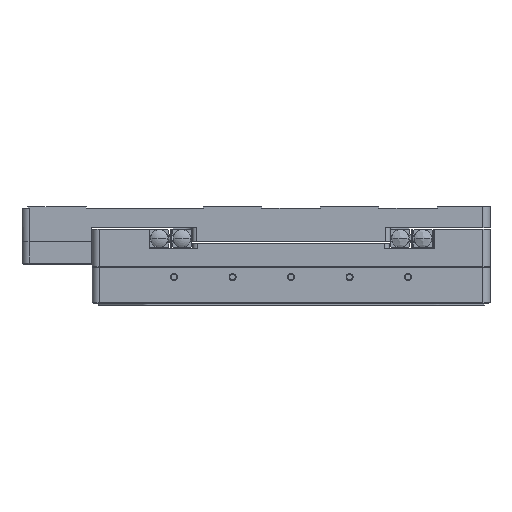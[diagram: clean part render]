
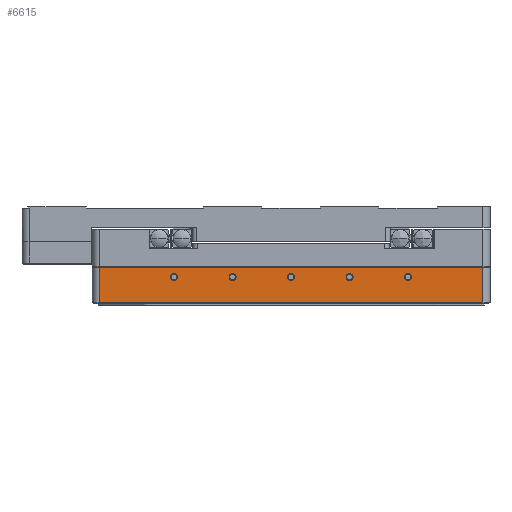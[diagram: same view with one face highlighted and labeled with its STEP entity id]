
A CAD part, left-side view. The second image highlights one B-rep face of the part: STEP entity #6615.
In plain terms, the highlighted planar face has unit normal (-1, 0, 0).
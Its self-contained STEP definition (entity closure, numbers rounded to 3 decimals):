
#728 = EDGE_CURVE ( 'NONE', #30970, #27879, #7001, .T. ) ;
#1498 = CARTESIAN_POINT ( 'NONE',  ( -85., -25., -30. ) ) ;
#2639 = DIRECTION ( 'NONE',  ( 0., 0., -1. ) ) ;
#2687 = CARTESIAN_POINT ( 'NONE',  ( -85., 85., -26. ) ) ;
#3257 = AXIS2_PLACEMENT_3D ( 'NONE', #55845, #19949, #42239 ) ;
#3481 = CARTESIAN_POINT ( 'NONE',  ( -85., 25., -30. ) ) ;
#3638 = FACE_OUTER_BOUND ( 'NONE', #45474, .T. ) ;
#3682 = AXIS2_PLACEMENT_3D ( 'NONE', #1498, #47283, #29143 ) ;
#4189 = CARTESIAN_POINT ( 'NONE',  ( -85., -50., -31.5 ) ) ;
#4966 = ORIENTED_EDGE ( 'NONE', *, *, #30500, .T. ) ;
#5084 = VERTEX_POINT ( 'NONE', #39004 ) ;
#6236 = VERTEX_POINT ( 'NONE', #57768 ) ;
#6615 = ADVANCED_FACE ( 'NONE', ( #51642, #29085, #56579, #47419, #39671, #3638 ), #20845, .T. ) ;
#7001 = CIRCLE ( 'NONE', #36349, 1.5 ) ;
#7989 = LINE ( 'NONE', #53606, #28517 ) ;
#8393 = DIRECTION ( 'NONE',  ( 0., 0., -1. ) ) ;
#8396 = LINE ( 'NONE', #24191, #48669 ) ;
#8601 = DIRECTION ( 'NONE',  ( 0., -1., 0. ) ) ;
#9929 = ORIENTED_EDGE ( 'NONE', *, *, #46986, .T. ) ;
#10402 = CIRCLE ( 'NONE', #36584, 1.5 ) ;
#10505 = VERTEX_POINT ( 'NONE', #56971 ) ;
#11369 = CIRCLE ( 'NONE', #17177, 1.5 ) ;
#12477 = AXIS2_PLACEMENT_3D ( 'NONE', #3481, #12769, #8393 ) ;
#12769 = DIRECTION ( 'NONE',  ( 1., 0., 0. ) ) ;
#13371 = CARTESIAN_POINT ( 'NONE',  ( -85., -25., -28.5 ) ) ;
#13531 = EDGE_CURVE ( 'NONE', #27879, #30970, #48051, .T. ) ;
#14006 = CIRCLE ( 'NONE', #3682, 1.5 ) ;
#14572 = EDGE_LOOP ( 'NONE', ( #15206, #34365 ) ) ;
#15071 = LINE ( 'NONE', #19317, #47547 ) ;
#15112 = EDGE_CURVE ( 'NONE', #10505, #47368, #28133, .T. ) ;
#15140 = ORIENTED_EDGE ( 'NONE', *, *, #28567, .F. ) ;
#15206 = ORIENTED_EDGE ( 'NONE', *, *, #39207, .T. ) ;
#15208 = VERTEX_POINT ( 'NONE', #46760 ) ;
#15226 = DIRECTION ( 'NONE',  ( 1., 0., 0. ) ) ;
#15560 = DIRECTION ( 'NONE',  ( -1., 0., 0. ) ) ;
#15752 = EDGE_CURVE ( 'NONE', #48502, #28228, #14006, .T. ) ;
#17177 = AXIS2_PLACEMENT_3D ( 'NONE', #41333, #37223, #36839 ) ;
#17401 = EDGE_CURVE ( 'NONE', #22237, #34864, #8396, .T. ) ;
#17757 = DIRECTION ( 'NONE',  ( 0., 0., -1. ) ) ;
#18554 = DIRECTION ( 'NONE',  ( 0., 0., -1. ) ) ;
#18565 = CARTESIAN_POINT ( 'NONE',  ( -85., 82., -41. ) ) ;
#18942 = DIRECTION ( 'NONE',  ( 1., 0., 0. ) ) ;
#19072 = CIRCLE ( 'NONE', #12477, 1.5 ) ;
#19317 = CARTESIAN_POINT ( 'NONE',  ( -85., -82., -26. ) ) ;
#19949 = DIRECTION ( 'NONE',  ( 1., 0., 0. ) ) ;
#20845 = PLANE ( 'NONE',  #50563 ) ;
#20998 = LINE ( 'NONE', #46637, #35200 ) ;
#22237 = VERTEX_POINT ( 'NONE', #18565 ) ;
#22517 = AXIS2_PLACEMENT_3D ( 'NONE', #50124, #18942, #18554 ) ;
#23738 = ORIENTED_EDGE ( 'NONE', *, *, #728, .T. ) ;
#24070 = CARTESIAN_POINT ( 'NONE',  ( -85., 50., -30. ) ) ;
#24191 = CARTESIAN_POINT ( 'NONE',  ( -85., 82., -62.858 ) ) ;
#24797 = AXIS2_PLACEMENT_3D ( 'NONE', #41418, #41617, #32595 ) ;
#24829 = CARTESIAN_POINT ( 'NONE',  ( -85., -82., -41. ) ) ;
#25013 = ORIENTED_EDGE ( 'NONE', *, *, #38550, .T. ) ;
#25151 = DIRECTION ( 'NONE',  ( 0., 0., -1. ) ) ;
#27879 = VERTEX_POINT ( 'NONE', #50875 ) ;
#28133 = CIRCLE ( 'NONE', #3257, 1.5 ) ;
#28228 = VERTEX_POINT ( 'NONE', #13371 ) ;
#28303 = CARTESIAN_POINT ( 'NONE',  ( -85., -25., -31.5 ) ) ;
#28336 = ORIENTED_EDGE ( 'NONE', *, *, #15112, .T. ) ;
#28517 = VECTOR ( 'NONE', #8601, 1000. ) ;
#28567 = EDGE_CURVE ( 'NONE', #6236, #43235, #15071, .T. ) ;
#28837 = DIRECTION ( 'NONE',  ( 0., 0., -1. ) ) ;
#29085 = FACE_BOUND ( 'NONE', #30157, .T. ) ;
#29143 = DIRECTION ( 'NONE',  ( 0., 0., -1. ) ) ;
#29515 = CARTESIAN_POINT ( 'NONE',  ( -85., 0., -30. ) ) ;
#29750 = AXIS2_PLACEMENT_3D ( 'NONE', #48906, #54021, #17757 ) ;
#30157 = EDGE_LOOP ( 'NONE', ( #25013, #28336 ) ) ;
#30500 = EDGE_CURVE ( 'NONE', #28228, #48502, #58179, .T. ) ;
#30945 = EDGE_CURVE ( 'NONE', #34864, #6236, #7989, .T. ) ;
#30970 = VERTEX_POINT ( 'NONE', #57352 ) ;
#32320 = DIRECTION ( 'NONE',  ( 1., 0., 0. ) ) ;
#32595 = DIRECTION ( 'NONE',  ( 0., 0., -1. ) ) ;
#33099 = ORIENTED_EDGE ( 'NONE', *, *, #45454, .T. ) ;
#33191 = ORIENTED_EDGE ( 'NONE', *, *, #15752, .T. ) ;
#34365 = ORIENTED_EDGE ( 'NONE', *, *, #45011, .T. ) ;
#34864 = VERTEX_POINT ( 'NONE', #38972 ) ;
#35200 = VECTOR ( 'NONE', #41335, 1000. ) ;
#36349 = AXIS2_PLACEMENT_3D ( 'NONE', #24070, #15226, #28837 ) ;
#36452 = DIRECTION ( 'NONE',  ( 0., 0., -1. ) ) ;
#36584 = AXIS2_PLACEMENT_3D ( 'NONE', #55132, #32320, #36452 ) ;
#36839 = DIRECTION ( 'NONE',  ( 0., 0., -1. ) ) ;
#37223 = DIRECTION ( 'NONE',  ( 1., 0., 0. ) ) ;
#37580 = EDGE_CURVE ( 'NONE', #53499, #43759, #11369, .T. ) ;
#37617 = ORIENTED_EDGE ( 'NONE', *, *, #30945, .F. ) ;
#38378 = DIRECTION ( 'NONE',  ( 1., 0., 0. ) ) ;
#38550 = EDGE_CURVE ( 'NONE', #47368, #10505, #40881, .T. ) ;
#38972 = CARTESIAN_POINT ( 'NONE',  ( -85., 82., -26. ) ) ;
#39004 = CARTESIAN_POINT ( 'NONE',  ( -85., 25., -31.5 ) ) ;
#39207 = EDGE_CURVE ( 'NONE', #5084, #15208, #10402, .T. ) ;
#39671 = FACE_BOUND ( 'NONE', #14572, .T. ) ;
#40217 = ORIENTED_EDGE ( 'NONE', *, *, #13531, .T. ) ;
#40881 = CIRCLE ( 'NONE', #29750, 1.5 ) ;
#41276 = EDGE_LOOP ( 'NONE', ( #33099, #42329 ) ) ;
#41333 = CARTESIAN_POINT ( 'NONE',  ( -85., 0., -30. ) ) ;
#41335 = DIRECTION ( 'NONE',  ( 0., -1., 0. ) ) ;
#41418 = CARTESIAN_POINT ( 'NONE',  ( -85., 50., -30. ) ) ;
#41617 = DIRECTION ( 'NONE',  ( 1., 0., 0. ) ) ;
#42239 = DIRECTION ( 'NONE',  ( 0., 0., -1. ) ) ;
#42329 = ORIENTED_EDGE ( 'NONE', *, *, #37580, .T. ) ;
#43235 = VERTEX_POINT ( 'NONE', #24829 ) ;
#43759 = VERTEX_POINT ( 'NONE', #53185 ) ;
#45011 = EDGE_CURVE ( 'NONE', #15208, #5084, #19072, .T. ) ;
#45454 = EDGE_CURVE ( 'NONE', #43759, #53499, #49367, .T. ) ;
#45474 = EDGE_LOOP ( 'NONE', ( #47070, #9929, #15140, #37617 ) ) ;
#46637 = CARTESIAN_POINT ( 'NONE',  ( -85., 85., -41. ) ) ;
#46760 = CARTESIAN_POINT ( 'NONE',  ( -85., 25., -28.5 ) ) ;
#46986 = EDGE_CURVE ( 'NONE', #22237, #43235, #20998, .T. ) ;
#47070 = ORIENTED_EDGE ( 'NONE', *, *, #17401, .F. ) ;
#47283 = DIRECTION ( 'NONE',  ( 1., 0., 0. ) ) ;
#47368 = VERTEX_POINT ( 'NONE', #4189 ) ;
#47419 = FACE_BOUND ( 'NONE', #41276, .T. ) ;
#47547 = VECTOR ( 'NONE', #25151, 1000. ) ;
#48051 = CIRCLE ( 'NONE', #24797, 1.5 ) ;
#48397 = CARTESIAN_POINT ( 'NONE',  ( -85., 0., -28.5 ) ) ;
#48502 = VERTEX_POINT ( 'NONE', #28303 ) ;
#48669 = VECTOR ( 'NONE', #55577, 1000. ) ;
#48906 = CARTESIAN_POINT ( 'NONE',  ( -85., -50., -30. ) ) ;
#49367 = CIRCLE ( 'NONE', #52267, 1.5 ) ;
#50124 = CARTESIAN_POINT ( 'NONE',  ( -85., -25., -30. ) ) ;
#50563 = AXIS2_PLACEMENT_3D ( 'NONE', #2687, #15560, #52223 ) ;
#50875 = CARTESIAN_POINT ( 'NONE',  ( -85., 50., -31.5 ) ) ;
#51642 = FACE_BOUND ( 'NONE', #57058, .T. ) ;
#52223 = DIRECTION ( 'NONE',  ( 0., 0., 1. ) ) ;
#52267 = AXIS2_PLACEMENT_3D ( 'NONE', #29515, #38378, #2639 ) ;
#52957 = EDGE_LOOP ( 'NONE', ( #33191, #4966 ) ) ;
#53185 = CARTESIAN_POINT ( 'NONE',  ( -85., 0., -31.5 ) ) ;
#53499 = VERTEX_POINT ( 'NONE', #48397 ) ;
#53606 = CARTESIAN_POINT ( 'NONE',  ( -85., 85., -26. ) ) ;
#54021 = DIRECTION ( 'NONE',  ( 1., 0., 0. ) ) ;
#55132 = CARTESIAN_POINT ( 'NONE',  ( -85., 25., -30. ) ) ;
#55577 = DIRECTION ( 'NONE',  ( 0., 0., 1. ) ) ;
#55845 = CARTESIAN_POINT ( 'NONE',  ( -85., -50., -30. ) ) ;
#56579 = FACE_BOUND ( 'NONE', #52957, .T. ) ;
#56971 = CARTESIAN_POINT ( 'NONE',  ( -85., -50., -28.5 ) ) ;
#57058 = EDGE_LOOP ( 'NONE', ( #40217, #23738 ) ) ;
#57352 = CARTESIAN_POINT ( 'NONE',  ( -85., 50., -28.5 ) ) ;
#57768 = CARTESIAN_POINT ( 'NONE',  ( -85., -82., -26. ) ) ;
#58179 = CIRCLE ( 'NONE', #22517, 1.5 ) ;
